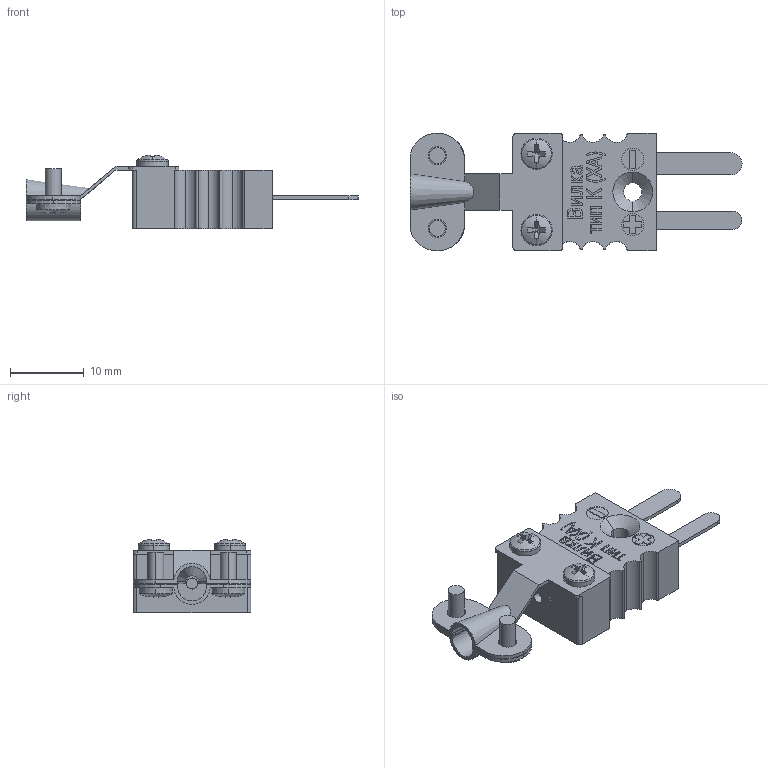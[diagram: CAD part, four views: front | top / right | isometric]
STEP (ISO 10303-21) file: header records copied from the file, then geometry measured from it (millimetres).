
FILE_DESCRIPTION (( 'STEP AP203' ), '1' );
FILE_NAME ('ﾂﾈﾋﾊﾀ ﾌﾈﾍﾈ. ﾒﾈﾏ ﾊ.STEP', '2019-06-27T07:48:13', ( '' ), ( '' ), 'SwSTEP 2.0', 'SolidWorks 2015', '' );
FILE_SCHEMA (( 'CONFIG_CONTROL_DESIGN' ));
Length unit declared in the file: millimetre
Products named in the file (5): pan head cross recessed_mil_PHMS 0.086-56x0.312x0.312-N; Âèëêà ìèíè,òèï Ê; binding head screw_ai_CR-BHMS 0.086-56x0.188x0.188-N; ﾂﾈﾋﾊﾀ ﾌﾈﾍﾈ. ﾒﾈﾏ ﾊ; Ïðèõâàò êðîíøòåéíà , âèëêà ìèíè , òèï ê
Assembly tree (6 placements, depth 2):
  ﾂﾈﾋﾊﾀ ﾌﾈﾍﾈ. ﾒﾈﾏ ﾊ
    Âèëêà ìèíè,òèï Ê
    Ïðèõâàò êðîíøòåéíà , âèëêà ìèíè , òèï ê
    pan head cross recessed_mil_PHMS 0.086-56x0.312x0.312-N  x2
    binding head screw_ai_CR-BHMS 0.086-56x0.188x0.188-N  x2
Bounding box: 45.16 x 16 x 10.04 mm (x, y, z)
Volume: 2378 mm3; surface area: 2591.4 mm2
Topology: 6 solids, 6 shells, 700 faces, 1904 edges, 1254 vertices
Faces by surface type: plane 607, cylinder 69, cone 12, sphere 8, torus 4
Entity records: 21187 total; most frequent: CARTESIAN_POINT 3693, ORIENTED_EDGE 3616, DIRECTION 3310, EDGE_CURVE 1808, LINE 1620, VECTOR 1620, VERTEX_POINT 1196, AXIS2_PLACEMENT_3D 845
